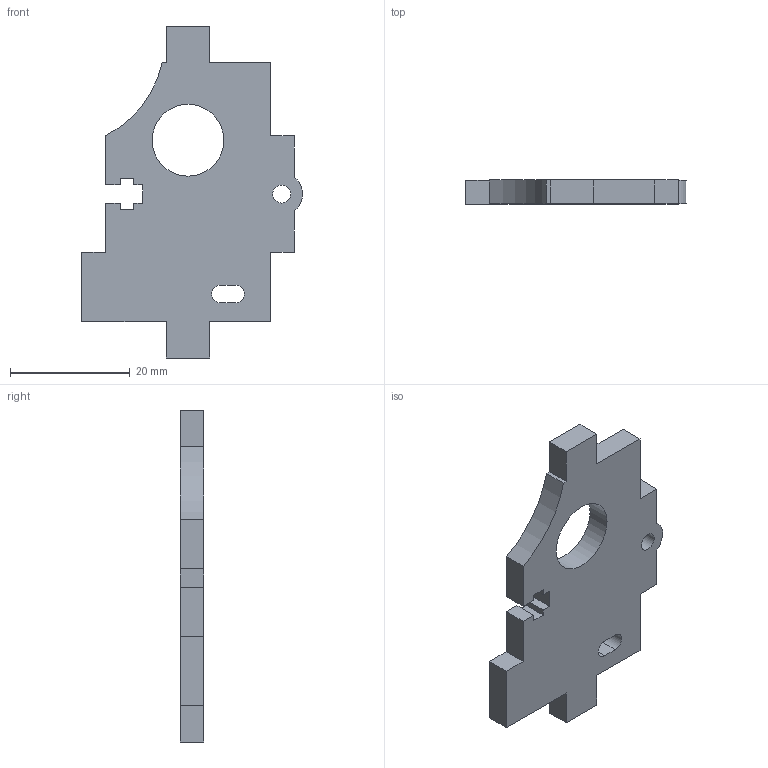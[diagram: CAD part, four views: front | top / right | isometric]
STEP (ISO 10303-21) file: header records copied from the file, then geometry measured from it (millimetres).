
FILE_DESCRIPTION (( 'STEP AP214' ), '1' );
FILE_NAME ('1058-A2P-A.STEP', '2013-05-15T14:41:55', ( '3DAssist' ), ( '' ), 'SwSTEP 2.0', 'SolidWorks 2013', '' );
FILE_SCHEMA (( 'AUTOMOTIVE_DESIGN' ));
Length unit declared in the file: millimetre
Products named in the file (1): 1058-A2P-A
Bounding box: 36.94 x 4 x 55.5 mm (x, y, z)
Volume: 4708.9 mm3; surface area: 3376.4 mm2
Topology: 1 solids, 1 shells, 41 faces, 117 edges, 78 vertices
Faces by surface type: plane 35, cylinder 6
Full cylindrical faces by diameter (mm): 3 x1, 12 x1
Entity records: 1359 total; most frequent: CARTESIAN_POINT 235, ORIENTED_EDGE 230, DIRECTION 211, EDGE_CURVE 115, VECTOR 103, LINE 103, VERTEX_POINT 78, AXIS2_PLACEMENT_3D 54
